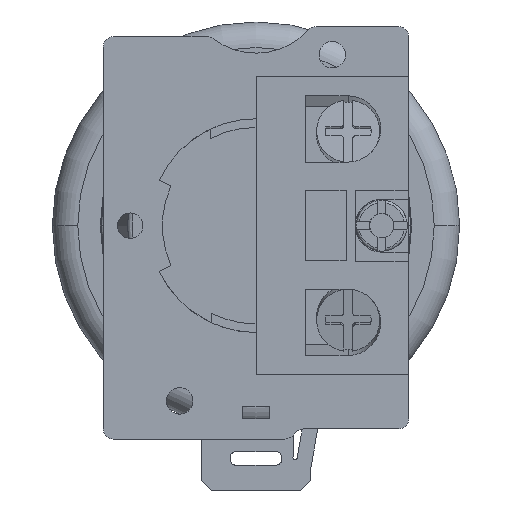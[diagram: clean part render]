
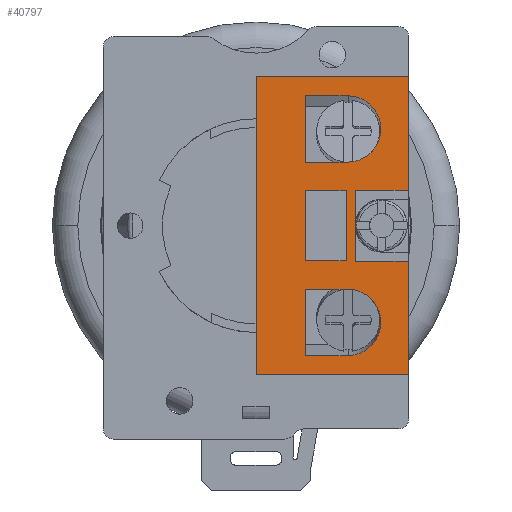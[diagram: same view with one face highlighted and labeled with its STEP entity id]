
A CAD part, front view. The second image highlights one B-rep face of the part: STEP entity #40797.
In plain terms, the highlighted planar face has unit normal (0, -1, 0).
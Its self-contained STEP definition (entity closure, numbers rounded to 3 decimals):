
#14849=DIRECTION('',(0.,0.,-1.));
#14850=VECTOR('',#14849,29.2);
#14851=CARTESIAN_POINT('',(0.05,-30.5,14.6));
#14852=LINE('',#14851,#14850);
#14962=DIRECTION('',(0.,0.,-1.));
#14963=VECTOR('',#14962,11.1);
#14964=CARTESIAN_POINT('',(14.95,-30.5,14.6));
#14965=LINE('',#14964,#14963);
#15116=DIRECTION('',(0.,0.,-1.));
#15117=VECTOR('',#15116,11.1);
#15118=CARTESIAN_POINT('',(14.95,-30.5,-3.5));
#15119=LINE('',#15118,#15117);
#15524=DIRECTION('',(0.,0.,-1.));
#15525=VECTOR('',#15524,7.);
#15526=CARTESIAN_POINT('',(9.75,-30.5,3.5));
#15527=LINE('',#15526,#15525);
#15531=DIRECTION('',(-1.,0.,0.));
#15532=VECTOR('',#15531,5.2);
#15533=CARTESIAN_POINT('',(14.95,-30.5,-3.5));
#15534=LINE('',#15533,#15532);
#15538=DIRECTION('',(1.,0.,0.));
#15539=VECTOR('',#15538,14.9);
#15540=CARTESIAN_POINT('',(0.05,-30.5,14.6));
#15541=LINE('',#15540,#15539);
#15545=DIRECTION('',(-1.,0.,0.));
#15546=VECTOR('',#15545,5.2);
#15547=CARTESIAN_POINT('',(14.95,-30.5,3.5));
#15548=LINE('',#15547,#15546);
#15552=DIRECTION('',(-1.,0.,0.));
#15553=VECTOR('',#15552,4.);
#15554=CARTESIAN_POINT('',(8.85,-30.5,3.45));
#15555=LINE('',#15554,#15553);
#15559=DIRECTION('',(0.,0.,-1.));
#15560=VECTOR('',#15559,6.9);
#15561=CARTESIAN_POINT('',(4.85,-30.5,3.45));
#15562=LINE('',#15561,#15560);
#15566=DIRECTION('',(1.,0.,0.));
#15567=VECTOR('',#15566,4.);
#15568=CARTESIAN_POINT('',(4.85,-30.5,-3.45));
#15569=LINE('',#15568,#15567);
#15573=DIRECTION('',(0.,0.,1.));
#15574=VECTOR('',#15573,6.9);
#15575=CARTESIAN_POINT('',(8.85,-30.5,-3.45));
#15576=LINE('',#15575,#15574);
#15580=DIRECTION('',(1.,0.,0.));
#15581=VECTOR('',#15580,4.2);
#15582=CARTESIAN_POINT('',(4.85,-30.5,6.251));
#15583=LINE('',#15582,#15581);
#15587=DIRECTION('',(1.,0.,0.));
#15588=VECTOR('',#15587,4.2);
#15589=CARTESIAN_POINT('',(4.85,-30.5,12.749));
#15590=LINE('',#15589,#15588);
#15594=DIRECTION('',(0.,0.,-1.));
#15595=VECTOR('',#15594,6.499);
#15596=CARTESIAN_POINT('',(4.85,-30.5,12.749));
#15597=LINE('',#15596,#15595);
#15601=DIRECTION('',(1.,0.,0.));
#15602=VECTOR('',#15601,4.2);
#15603=CARTESIAN_POINT('',(4.85,-30.5,-12.749));
#15604=LINE('',#15603,#15602);
#15608=DIRECTION('',(1.,0.,0.));
#15609=VECTOR('',#15608,4.2);
#15610=CARTESIAN_POINT('',(4.85,-30.5,-6.251));
#15611=LINE('',#15610,#15609);
#15615=DIRECTION('',(0.,0.,-1.));
#15616=VECTOR('',#15615,6.499);
#15617=CARTESIAN_POINT('',(4.85,-30.5,-6.251));
#15618=LINE('',#15617,#15616);
#16340=DIRECTION('',(1.,0.,0.));
#16341=VECTOR('',#16340,14.9);
#16342=CARTESIAN_POINT('',(0.05,-30.5,-14.6));
#16343=LINE('',#16342,#16341);
#16527=CARTESIAN_POINT('',(9.05,-30.5,12.749));
#16528=CARTESIAN_POINT('',(9.427,-30.5,12.749));
#16529=CARTESIAN_POINT('',(10.242,-30.5,12.611));
#16530=CARTESIAN_POINT('',(11.38,-30.5,11.866));
#16531=CARTESIAN_POINT('',(11.991,-30.5,10.905));
#16532=CARTESIAN_POINT('',(12.216,-30.5,10.087));
#16533=CARTESIAN_POINT('',(12.267,-30.5,9.5));
#16534=CARTESIAN_POINT('',(12.216,-30.5,8.913));
#16535=CARTESIAN_POINT('',(11.991,-30.5,8.095));
#16536=CARTESIAN_POINT('',(11.38,-30.5,7.134));
#16537=CARTESIAN_POINT('',(10.242,-30.5,6.389));
#16538=CARTESIAN_POINT('',(9.427,-30.5,6.251));
#16539=CARTESIAN_POINT('',(9.05,-30.5,6.251));
#16741=CARTESIAN_POINT('',(9.05,-30.5,-6.251));
#16742=CARTESIAN_POINT('',(9.427,-30.5,-6.251));
#16743=CARTESIAN_POINT('',(10.242,-30.5,-6.389));
#16744=CARTESIAN_POINT('',(11.38,-30.5,-7.134));
#16745=CARTESIAN_POINT('',(11.991,-30.5,-8.095));
#16746=CARTESIAN_POINT('',(12.216,-30.5,-8.913));
#16747=CARTESIAN_POINT('',(12.267,-30.5,-9.5));
#16748=CARTESIAN_POINT('',(12.216,-30.5,-10.087));
#16749=CARTESIAN_POINT('',(11.991,-30.5,-10.905));
#16750=CARTESIAN_POINT('',(11.38,-30.5,-11.866));
#16751=CARTESIAN_POINT('',(10.242,-30.5,-12.611));
#16752=CARTESIAN_POINT('',(9.427,-30.5,-12.749));
#16753=CARTESIAN_POINT('',(9.05,-30.5,-12.749));
#21493=CARTESIAN_POINT('',(0.05,-30.5,14.6));
#21495=VERTEX_POINT('',#21493);
#21496=CARTESIAN_POINT('',(0.05,-30.5,-14.6));
#21497=VERTEX_POINT('',#21496);
#21502=CARTESIAN_POINT('',(14.95,-30.5,14.6));
#21503=VERTEX_POINT('',#21502);
#21504=CARTESIAN_POINT('',(14.95,-30.5,-14.6));
#21505=VERTEX_POINT('',#21504);
#21684=CARTESIAN_POINT('',(14.95,-30.5,3.5));
#21686=VERTEX_POINT('',#21684);
#21688=CARTESIAN_POINT('',(14.95,-30.5,-3.5));
#21690=VERTEX_POINT('',#21688);
#21692=CARTESIAN_POINT('',(9.75,-30.5,3.5));
#21693=CARTESIAN_POINT('',(9.75,-30.5,-3.5));
#21694=VERTEX_POINT('',#21692);
#21695=VERTEX_POINT('',#21693);
#21830=CARTESIAN_POINT('',(8.85,-30.5,3.45));
#21831=CARTESIAN_POINT('',(4.85,-30.5,3.45));
#21832=VERTEX_POINT('',#21830);
#21833=VERTEX_POINT('',#21831);
#21834=CARTESIAN_POINT('',(4.85,-30.5,-3.45));
#21835=VERTEX_POINT('',#21834);
#21836=CARTESIAN_POINT('',(8.85,-30.5,-3.45));
#21837=VERTEX_POINT('',#21836);
#21838=CARTESIAN_POINT('',(4.85,-30.5,12.749));
#21839=CARTESIAN_POINT('',(4.85,-30.5,6.251));
#21840=VERTEX_POINT('',#21838);
#21841=VERTEX_POINT('',#21839);
#21842=CARTESIAN_POINT('',(4.85,-30.5,-6.251));
#21843=CARTESIAN_POINT('',(4.85,-30.5,-12.749));
#21844=VERTEX_POINT('',#21842);
#21845=VERTEX_POINT('',#21843);
#21850=CARTESIAN_POINT('',(9.05,-30.5,6.251));
#21852=VERTEX_POINT('',#21850);
#21854=CARTESIAN_POINT('',(9.05,-30.5,12.749));
#21855=VERTEX_POINT('',#21854);
#21856=CARTESIAN_POINT('',(9.05,-30.5,-6.251));
#21858=VERTEX_POINT('',#21856);
#21860=CARTESIAN_POINT('',(9.05,-30.5,-12.749));
#21861=VERTEX_POINT('',#21860);
#40748=CARTESIAN_POINT('',(0.05,-30.5,14.6));
#40749=DIRECTION('',(0.,-1.,0.));
#40750=DIRECTION('',(0.,0.,-1.));
#40751=AXIS2_PLACEMENT_3D('',#40748,#40749,#40750);
#40752=PLANE('',#40751);
#40754=ORIENTED_EDGE('',*,*,#40753,.T.);
#40756=ORIENTED_EDGE('',*,*,#40755,.F.);
#40757=ORIENTED_EDGE('',*,*,#40389,.T.);
#40759=ORIENTED_EDGE('',*,*,#40758,.F.);
#40760=ORIENTED_EDGE('',*,*,#40308,.F.);
#40761=ORIENTED_EDGE('',*,*,#40729,.T.);
#40762=ORIENTED_EDGE('',*,*,#40344,.T.);
#40764=ORIENTED_EDGE('',*,*,#40763,.T.);
#40765=EDGE_LOOP('',(#40754,#40756,#40757,#40759,#40760,#40761,#40762,#40764));
#40766=FACE_OUTER_BOUND('',#40765,.F.);
#40768=ORIENTED_EDGE('',*,*,#40767,.T.);
#40770=ORIENTED_EDGE('',*,*,#40769,.T.);
#40772=ORIENTED_EDGE('',*,*,#40771,.T.);
#40774=ORIENTED_EDGE('',*,*,#40773,.T.);
#40775=EDGE_LOOP('',(#40768,#40770,#40772,#40774));
#40776=FACE_BOUND('',#40775,.F.);
#40778=ORIENTED_EDGE('',*,*,#40777,.T.);
#40780=ORIENTED_EDGE('',*,*,#40779,.F.);
#40782=ORIENTED_EDGE('',*,*,#40781,.F.);
#40784=ORIENTED_EDGE('',*,*,#40783,.T.);
#40785=EDGE_LOOP('',(#40778,#40780,#40782,#40784));
#40786=FACE_BOUND('',#40785,.F.);
#40788=ORIENTED_EDGE('',*,*,#40787,.T.);
#40790=ORIENTED_EDGE('',*,*,#40789,.F.);
#40792=ORIENTED_EDGE('',*,*,#40791,.F.);
#40794=ORIENTED_EDGE('',*,*,#40793,.T.);
#40795=EDGE_LOOP('',(#40788,#40790,#40792,#40794));
#40796=FACE_BOUND('',#40795,.F.);
#16540=B_SPLINE_CURVE_WITH_KNOTS('',3,(#16527,#16528,#16529,#16530,#16531,
#16532,#16533,#16534,#16535,#16536,#16537,#16538,#16539),.UNSPECIFIED.,.F.,.F.,(
4,1,1,1,1,1,1,1,1,1,4),(0.,0.125,0.25,0.375,0.438,0.5,0.563,
0.625,0.75,0.875,1.),.UNSPECIFIED.);
#16754=B_SPLINE_CURVE_WITH_KNOTS('',3,(#16741,#16742,#16743,#16744,#16745,
#16746,#16747,#16748,#16749,#16750,#16751,#16752,#16753),.UNSPECIFIED.,.F.,.F.,(
4,1,1,1,1,1,1,1,1,1,4),(0.,0.125,0.25,0.375,0.438,0.5,0.563,
0.625,0.75,0.875,1.),.UNSPECIFIED.);
#40308=EDGE_CURVE('',#21495,#21497,#14852,.T.);
#40344=EDGE_CURVE('',#21503,#21686,#14965,.T.);
#40389=EDGE_CURVE('',#21690,#21505,#15119,.T.);
#40729=EDGE_CURVE('',#21495,#21503,#15541,.T.);
#40753=EDGE_CURVE('',#21694,#21695,#15527,.T.);
#40755=EDGE_CURVE('',#21690,#21695,#15534,.T.);
#40758=EDGE_CURVE('',#21497,#21505,#16343,.T.);
#40763=EDGE_CURVE('',#21686,#21694,#15548,.T.);
#40767=EDGE_CURVE('',#21832,#21833,#15555,.T.);
#40769=EDGE_CURVE('',#21833,#21835,#15562,.T.);
#40771=EDGE_CURVE('',#21835,#21837,#15569,.T.);
#40773=EDGE_CURVE('',#21837,#21832,#15576,.T.);
#40777=EDGE_CURVE('',#21841,#21852,#15583,.T.);
#40779=EDGE_CURVE('',#21855,#21852,#16540,.T.);
#40781=EDGE_CURVE('',#21840,#21855,#15590,.T.);
#40783=EDGE_CURVE('',#21840,#21841,#15597,.T.);
#40787=EDGE_CURVE('',#21845,#21861,#15604,.T.);
#40789=EDGE_CURVE('',#21858,#21861,#16754,.T.);
#40791=EDGE_CURVE('',#21844,#21858,#15611,.T.);
#40793=EDGE_CURVE('',#21844,#21845,#15618,.T.);
#40797=ADVANCED_FACE('',(#40766,#40776,#40786,#40796),#40752,.T.);
